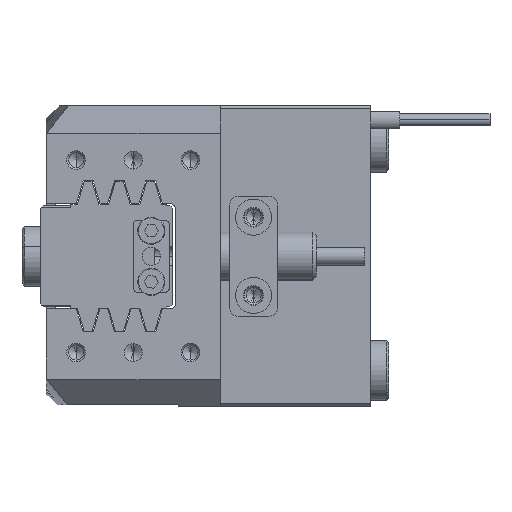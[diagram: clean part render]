
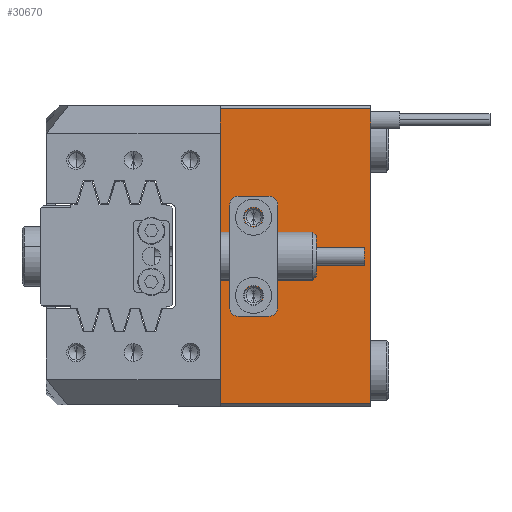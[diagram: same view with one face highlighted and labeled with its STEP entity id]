
A CAD part, left-side view. The second image highlights one B-rep face of the part: STEP entity #30670.
In plain terms, the highlighted planar face has unit normal (-1, 0, 0).
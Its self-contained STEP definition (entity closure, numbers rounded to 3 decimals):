
#367 = VERTEX_POINT ( 'NONE', #16636 ) ;
#807 = LINE ( 'NONE', #36565, #34163 ) ;
#1898 = VECTOR ( 'NONE', #25004, 1000. ) ;
#1940 = EDGE_CURVE ( 'NONE', #30510, #367, #26652, .T. ) ;
#2039 = CARTESIAN_POINT ( 'NONE',  ( -40.5, -32.5, 24.5 ) ) ;
#3239 = CARTESIAN_POINT ( 'NONE',  ( -40.5, -7.5, -24.5 ) ) ;
#3557 = VERTEX_POINT ( 'NONE', #3239 ) ;
#4735 = LINE ( 'NONE', #9399, #39547 ) ;
#5814 = CARTESIAN_POINT ( 'NONE',  ( -40.5, -7.5, 24.5 ) ) ;
#6717 = LINE ( 'NONE', #18546, #25854 ) ;
#6980 = CARTESIAN_POINT ( 'NONE',  ( -40.5, -13., -6.5 ) ) ;
#7292 = EDGE_LOOP ( 'NONE', ( #38479, #38996, #14369, #35817 ) ) ;
#7725 = EDGE_CURVE ( 'NONE', #367, #30510, #36464, .T. ) ;
#7759 = PLANE ( 'NONE',  #30751 ) ;
#8893 = VERTEX_POINT ( 'NONE', #32879 ) ;
#9399 = CARTESIAN_POINT ( 'NONE',  ( -40.5, -32.5, -24.5 ) ) ;
#10849 = EDGE_CURVE ( 'NONE', #17434, #22846, #22521, .T. ) ;
#10894 = EDGE_LOOP ( 'NONE', ( #12249, #40328 ) ) ;
#12249 = ORIENTED_EDGE ( 'NONE', *, *, #24026, .T. ) ;
#12871 = CARTESIAN_POINT ( 'NONE',  ( -40.5, -13., -6.5 ) ) ;
#13729 = DIRECTION ( 'NONE',  ( 1., 0., 0. ) ) ;
#13789 = AXIS2_PLACEMENT_3D ( 'NONE', #34233, #18682, #21934 ) ;
#14102 = CARTESIAN_POINT ( 'NONE',  ( -40.5, -32.5, 25. ) ) ;
#14369 = ORIENTED_EDGE ( 'NONE', *, *, #10849, .F. ) ;
#14896 = EDGE_CURVE ( 'NONE', #3557, #22846, #4735, .T. ) ;
#16636 = CARTESIAN_POINT ( 'NONE',  ( -40.5, -13., -8.05 ) ) ;
#16989 = DIRECTION ( 'NONE',  ( 0., 0., -1. ) ) ;
#17257 = DIRECTION ( 'NONE',  ( 0., 0., -1. ) ) ;
#17434 = VERTEX_POINT ( 'NONE', #2039 ) ;
#17714 = ORIENTED_EDGE ( 'NONE', *, *, #1940, .T. ) ;
#18027 = EDGE_CURVE ( 'NONE', #8893, #35579, #28133, .T. ) ;
#18546 = CARTESIAN_POINT ( 'NONE',  ( -40.5, -32.5, 24.5 ) ) ;
#18553 = FACE_BOUND ( 'NONE', #31143, .T. ) ;
#18682 = DIRECTION ( 'NONE',  ( 1., 0., 0. ) ) ;
#18956 = AXIS2_PLACEMENT_3D ( 'NONE', #12871, #25347, #34762 ) ;
#19973 = AXIS2_PLACEMENT_3D ( 'NONE', #29673, #29532, #16989 ) ;
#20923 = CARTESIAN_POINT ( 'NONE',  ( -40.5, -13., 8.05 ) ) ;
#21934 = DIRECTION ( 'NONE',  ( 0., 0., -1. ) ) ;
#22521 = LINE ( 'NONE', #27756, #1898 ) ;
#22747 = DIRECTION ( 'NONE',  ( 0., 0., -1. ) ) ;
#22846 = VERTEX_POINT ( 'NONE', #39448 ) ;
#24026 = EDGE_CURVE ( 'NONE', #35579, #8893, #32587, .T. ) ;
#24322 = VERTEX_POINT ( 'NONE', #5814 ) ;
#25004 = DIRECTION ( 'NONE',  ( 0., 0., -1. ) ) ;
#25347 = DIRECTION ( 'NONE',  ( 1., 0., 0. ) ) ;
#25854 = VECTOR ( 'NONE', #40133, 1000. ) ;
#26338 = FACE_BOUND ( 'NONE', #10894, .T. ) ;
#26652 = CIRCLE ( 'NONE', #18956, 1.55 ) ;
#26755 = ORIENTED_EDGE ( 'NONE', *, *, #7725, .T. ) ;
#27343 = AXIS2_PLACEMENT_3D ( 'NONE', #6980, #13729, #22747 ) ;
#27756 = CARTESIAN_POINT ( 'NONE',  ( -40.5, -32.5, 25. ) ) ;
#28133 = CIRCLE ( 'NONE', #19973, 1.55 ) ;
#29532 = DIRECTION ( 'NONE',  ( 1., 0., 0. ) ) ;
#29673 = CARTESIAN_POINT ( 'NONE',  ( -40.5, -13., 6.5 ) ) ;
#30243 = EDGE_CURVE ( 'NONE', #17434, #24322, #6717, .T. ) ;
#30510 = VERTEX_POINT ( 'NONE', #35433 ) ;
#30670 = ADVANCED_FACE ( 'NONE', ( #26338, #18553, #35653 ), #7759, .F. ) ;
#30751 = AXIS2_PLACEMENT_3D ( 'NONE', #14102, #35978, #17257 ) ;
#31143 = EDGE_LOOP ( 'NONE', ( #17714, #26755 ) ) ;
#32587 = CIRCLE ( 'NONE', #13789, 1.55 ) ;
#32879 = CARTESIAN_POINT ( 'NONE',  ( -40.5, -13., 4.95 ) ) ;
#34163 = VECTOR ( 'NONE', #39712, 1000. ) ;
#34233 = CARTESIAN_POINT ( 'NONE',  ( -40.5, -13., 6.5 ) ) ;
#34342 = DIRECTION ( 'NONE',  ( 0., -1., 0. ) ) ;
#34762 = DIRECTION ( 'NONE',  ( 0., 0., -1. ) ) ;
#35433 = CARTESIAN_POINT ( 'NONE',  ( -40.5, -13., -4.95 ) ) ;
#35579 = VERTEX_POINT ( 'NONE', #20923 ) ;
#35653 = FACE_OUTER_BOUND ( 'NONE', #7292, .T. ) ;
#35817 = ORIENTED_EDGE ( 'NONE', *, *, #30243, .T. ) ;
#35978 = DIRECTION ( 'NONE',  ( 1., 0., 0. ) ) ;
#36464 = CIRCLE ( 'NONE', #27343, 1.55 ) ;
#36565 = CARTESIAN_POINT ( 'NONE',  ( -40.5, -7.5, 25. ) ) ;
#37192 = EDGE_CURVE ( 'NONE', #24322, #3557, #807, .T. ) ;
#38479 = ORIENTED_EDGE ( 'NONE', *, *, #37192, .T. ) ;
#38996 = ORIENTED_EDGE ( 'NONE', *, *, #14896, .T. ) ;
#39448 = CARTESIAN_POINT ( 'NONE',  ( -40.5, -32.5, -24.5 ) ) ;
#39547 = VECTOR ( 'NONE', #34342, 1000. ) ;
#39712 = DIRECTION ( 'NONE',  ( 0., 0., -1. ) ) ;
#40133 = DIRECTION ( 'NONE',  ( 0., 1., 0. ) ) ;
#40328 = ORIENTED_EDGE ( 'NONE', *, *, #18027, .T. ) ;
